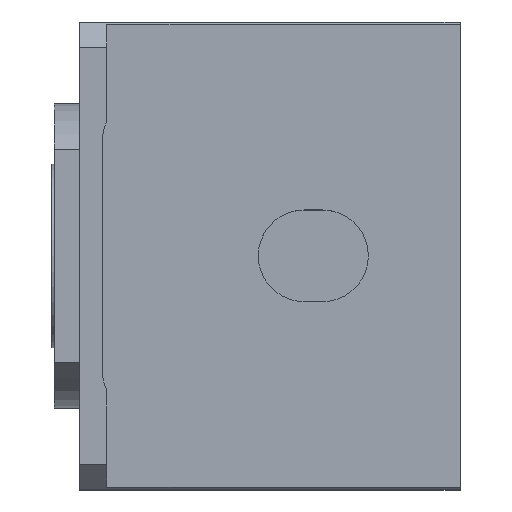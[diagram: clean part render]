
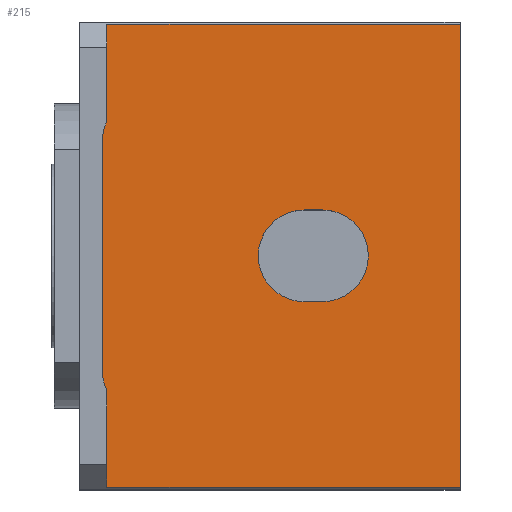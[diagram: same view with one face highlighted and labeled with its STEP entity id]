
A CAD part, top view. The second image highlights one B-rep face of the part: STEP entity #215.
In plain terms, the highlighted planar face has unit normal (0, 0, 1).
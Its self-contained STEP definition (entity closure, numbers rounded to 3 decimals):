
#74=PLANE('',#675);
#91=LINE('',#1124,#145);
#95=LINE('',#1134,#149);
#100=LINE('',#1151,#154);
#103=LINE('',#1161,#157);
#121=LINE('',#1201,#175);
#132=LINE('',#1219,#186);
#133=LINE('',#1221,#187);
#134=LINE('',#1222,#188);
#145=VECTOR('',#735,1.);
#149=VECTOR('',#745,1.);
#154=VECTOR('',#762,1.);
#157=VECTOR('',#773,1.);
#175=VECTOR('',#797,1.);
#186=VECTOR('',#820,1.);
#187=VECTOR('',#823,1.);
#188=VECTOR('',#824,1.);
#215=ADVANCED_FACE('',(#259,#260),#74,.T.);
#241=CIRCLE('',#653,10.);
#242=CIRCLE('',#656,10.);
#244=CIRCLE('',#659,10.5);
#246=CIRCLE('',#663,10.5);
#259=FACE_BOUND('',#299,.T.);
#260=FACE_BOUND('',#300,.T.);
#299=EDGE_LOOP('',(#436,#437,#438,#439));
#300=EDGE_LOOP('',(#440,#441,#442,#443,#444,#445,#446,#447));
#436=ORIENTED_EDGE('',*,*,#561,.F.);
#437=ORIENTED_EDGE('',*,*,#554,.F.);
#438=ORIENTED_EDGE('',*,*,#557,.F.);
#439=ORIENTED_EDGE('',*,*,#559,.F.);
#440=ORIENTED_EDGE('',*,*,#602,.F.);
#441=ORIENTED_EDGE('',*,*,#590,.T.);
#442=ORIENTED_EDGE('',*,*,#601,.T.);
#443=ORIENTED_EDGE('',*,*,#572,.T.);
#444=ORIENTED_EDGE('',*,*,#603,.F.);
#445=ORIENTED_EDGE('',*,*,#570,.F.);
#446=ORIENTED_EDGE('',*,*,#567,.F.);
#447=ORIENTED_EDGE('',*,*,#564,.F.);
#493=VERTEX_POINT('',#1125);
#494=VERTEX_POINT('',#1126);
#495=VERTEX_POINT('',#1131);
#496=VERTEX_POINT('',#1135);
#499=VERTEX_POINT('',#1144);
#500=VERTEX_POINT('',#1146);
#502=VERTEX_POINT('',#1152);
#504=VERTEX_POINT('',#1158);
#505=VERTEX_POINT('',#1162);
#506=VERTEX_POINT('',#1163);
#523=VERTEX_POINT('',#1200);
#524=VERTEX_POINT('',#1202);
#554=EDGE_CURVE('',#493,#494,#91,.T.);
#557=EDGE_CURVE('',#495,#493,#241,.T.);
#559=EDGE_CURVE('',#496,#495,#95,.T.);
#561=EDGE_CURVE('',#494,#496,#242,.T.);
#564=EDGE_CURVE('',#499,#500,#244,.T.);
#567=EDGE_CURVE('',#500,#502,#100,.T.);
#570=EDGE_CURVE('',#502,#504,#246,.T.);
#572=EDGE_CURVE('',#505,#506,#103,.T.);
#590=EDGE_CURVE('',#524,#523,#121,.T.);
#601=EDGE_CURVE('',#523,#505,#132,.T.);
#602=EDGE_CURVE('',#524,#499,#133,.T.);
#603=EDGE_CURVE('',#504,#506,#134,.T.);
#653=AXIS2_PLACEMENT_3D('',#1130,#740,#741);
#656=AXIS2_PLACEMENT_3D('',#1138,#749,#750);
#659=AXIS2_PLACEMENT_3D('',#1145,#756,#757);
#663=AXIS2_PLACEMENT_3D('',#1157,#768,#769);
#675=AXIS2_PLACEMENT_3D('',#1223,#825,#826);
#735=DIRECTION('',(1.,0.,0.));
#740=DIRECTION('',(0.,0.,1.));
#741=DIRECTION('',(1.,0.,0.));
#745=DIRECTION('',(-1.,0.,0.));
#749=DIRECTION('',(0.,0.,1.));
#750=DIRECTION('',(-1.,0.,0.));
#756=DIRECTION('',(0.,0.,-1.));
#757=DIRECTION('',(0.,-1.,0.));
#762=DIRECTION('',(0.,1.,0.));
#768=DIRECTION('',(0.,0.,-1.));
#769=DIRECTION('',(0.,-1.,0.));
#773=DIRECTION('',(-1.,0.,0.));
#797=DIRECTION('',(1.,0.,0.));
#820=DIRECTION('',(0.,1.,0.));
#823=DIRECTION('',(0.,1.,0.));
#824=DIRECTION('',(0.,1.,0.));
#825=DIRECTION('',(0.,0.,1.));
#826=DIRECTION('',(-1.,0.,0.));
#1124=CARTESIAN_POINT('',(43.,-10.,0.));
#1125=CARTESIAN_POINT('',(43.,-10.,0.));
#1126=CARTESIAN_POINT('',(47.,-10.,0.));
#1130=CARTESIAN_POINT('',(43.,0.,0.));
#1131=CARTESIAN_POINT('',(43.,10.,0.));
#1134=CARTESIAN_POINT('',(47.,10.,0.));
#1135=CARTESIAN_POINT('',(47.,10.,0.));
#1138=CARTESIAN_POINT('',(47.,0.,0.));
#1144=CARTESIAN_POINT('',(0.,-29.472,0.));
#1145=CARTESIAN_POINT('',(9.5,-25.,0.));
#1146=CARTESIAN_POINT('',(-1.,-25.,0.));
#1151=CARTESIAN_POINT('',(-1.,25.,0.));
#1152=CARTESIAN_POINT('',(-1.,25.,0.));
#1157=CARTESIAN_POINT('',(9.5,25.,0.));
#1158=CARTESIAN_POINT('',(0.,29.472,0.));
#1161=CARTESIAN_POINT('',(0.,50.5,0.));
#1162=CARTESIAN_POINT('',(77.,50.5,0.));
#1163=CARTESIAN_POINT('',(0.,50.5,0.));
#1200=CARTESIAN_POINT('',(77.,-50.5,0.));
#1201=CARTESIAN_POINT('',(0.,-50.5,0.));
#1202=CARTESIAN_POINT('',(0.,-50.5,0.));
#1219=CARTESIAN_POINT('',(77.,-51.,0.));
#1221=CARTESIAN_POINT('',(0.,-51.,0.));
#1222=CARTESIAN_POINT('',(0.,-51.,0.));
#1223=CARTESIAN_POINT('',(0.,-51.,0.));
